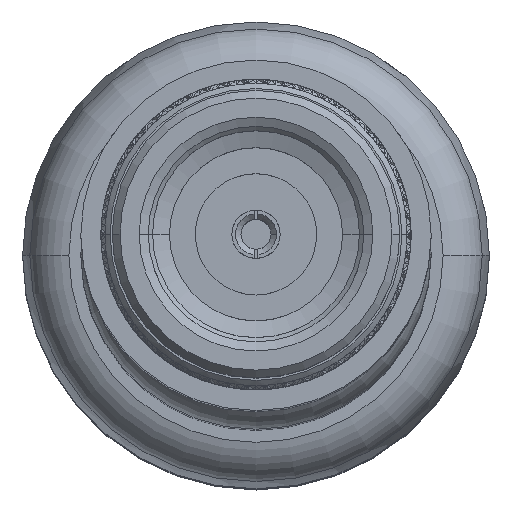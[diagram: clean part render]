
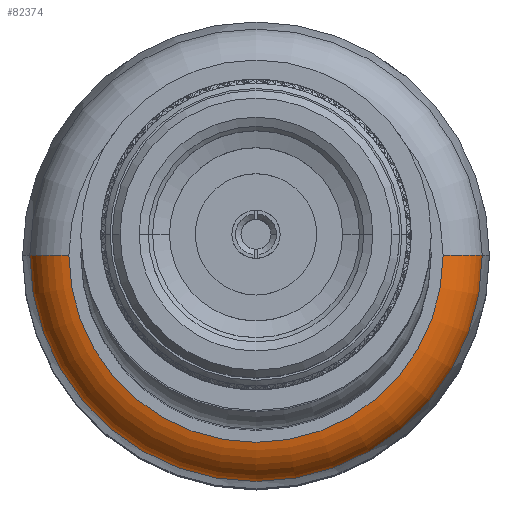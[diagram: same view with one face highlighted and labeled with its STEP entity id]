
A CAD part, top view. The second image highlights one B-rep face of the part: STEP entity #82374.
In plain terms, the highlighted toroidal (fillet/blend) face has major radius 2.488 mm and minor radius 0.676 mm.
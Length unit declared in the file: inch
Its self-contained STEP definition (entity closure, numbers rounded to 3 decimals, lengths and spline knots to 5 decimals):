
#3180 = CARTESIAN_POINT ( 'NONE',  ( 0.44286, 0., 0.10257 ) ) ;
#3467 = VERTEX_POINT ( 'NONE', #42997 ) ;
#5919 = TOROIDAL_SURFACE ( 'NONE', #42006, 0.09795, 0.02663 ) ;
#11497 = DIRECTION ( 'NONE',  ( 0., 0., -1. ) ) ;
#13113 = CIRCLE ( 'NONE', #38235, 0.12401 ) ;
#14019 = DIRECTION ( 'NONE',  ( 1., 0., 0. ) ) ;
#14650 = CARTESIAN_POINT ( 'NONE',  ( 0.41663, 0., 0. ) ) ;
#15130 = VERTEX_POINT ( 'NONE', #58097 ) ;
#21218 = VERTEX_POINT ( 'NONE', #3180 ) ;
#21474 = ORIENTED_EDGE ( 'NONE', *, *, #55019, .T. ) ;
#23124 = DIRECTION ( 'NONE',  ( 0., 1., 0. ) ) ;
#24334 = DIRECTION ( 'NONE',  ( 1., 0., 0. ) ) ;
#31087 = VERTEX_POINT ( 'NONE', #34926 ) ;
#34926 = CARTESIAN_POINT ( 'NONE',  ( 0.44286, 0., -0.10257 ) ) ;
#36758 = DIRECTION ( 'NONE',  ( 0., 0., -1. ) ) ;
#38235 = AXIS2_PLACEMENT_3D ( 'NONE', #75918, #24334, #47441 ) ;
#38878 = CARTESIAN_POINT ( 'NONE',  ( 0.41663, 0., 0.09795 ) ) ;
#41972 = DIRECTION ( 'NONE',  ( 0., -1., 0. ) ) ;
#42006 = AXIS2_PLACEMENT_3D ( 'NONE', #14650, #74579, #36758 ) ;
#42997 = CARTESIAN_POINT ( 'NONE',  ( 0.42213, 0., 0.12401 ) ) ;
#47441 = DIRECTION ( 'NONE',  ( 0., 0., -1. ) ) ;
#53137 = DIRECTION ( 'NONE',  ( 0., 0., 1. ) ) ;
#54359 = AXIS2_PLACEMENT_3D ( 'NONE', #87156, #41972, #11497 ) ;
#55019 = EDGE_CURVE ( 'NONE', #3467, #15130, #13113, .T. ) ;
#58097 = CARTESIAN_POINT ( 'NONE',  ( 0.42213, 0., -0.12401 ) ) ;
#59212 = DIRECTION ( 'NONE',  ( 0., 0., -1. ) ) ;
#62922 = EDGE_LOOP ( 'NONE', ( #86329, #21474, #83917, #86707 ) ) ;
#71859 = AXIS2_PLACEMENT_3D ( 'NONE', #38878, #23124, #53137 ) ;
#72429 = EDGE_CURVE ( 'NONE', #15130, #31087, #76297, .T. ) ;
#74579 = DIRECTION ( 'NONE',  ( 1., 0., 0. ) ) ;
#75918 = CARTESIAN_POINT ( 'NONE',  ( 0.42213, 0., 0. ) ) ;
#76297 = CIRCLE ( 'NONE', #54359, 0.02663 ) ;
#81314 = CARTESIAN_POINT ( 'NONE',  ( 0.44286, 0., 0. ) ) ;
#82374 = ADVANCED_FACE ( 'NONE', ( #82452 ), #5919, .T. ) ;
#82452 = FACE_OUTER_BOUND ( 'NONE', #62922, .T. ) ;
#82888 = CIRCLE ( 'NONE', #71859, 0.02663 ) ;
#83917 = ORIENTED_EDGE ( 'NONE', *, *, #72429, .T. ) ;
#85124 = EDGE_CURVE ( 'NONE', #3467, #21218, #82888, .T. ) ;
#86329 = ORIENTED_EDGE ( 'NONE', *, *, #85124, .F. ) ;
#86707 = ORIENTED_EDGE ( 'NONE', *, *, #90272, .F. ) ;
#87156 = CARTESIAN_POINT ( 'NONE',  ( 0.41663, 0., -0.09795 ) ) ;
#89201 = AXIS2_PLACEMENT_3D ( 'NONE', #81314, #14019, #59212 ) ;
#90272 = EDGE_CURVE ( 'NONE', #21218, #31087, #92340, .T. ) ;
#92340 = CIRCLE ( 'NONE', #89201, 0.10257 ) ;
